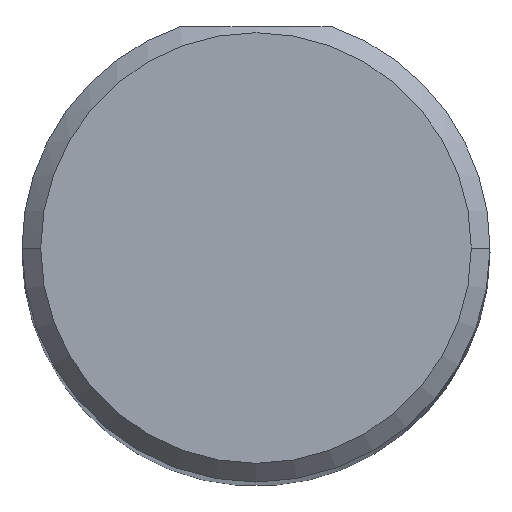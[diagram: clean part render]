
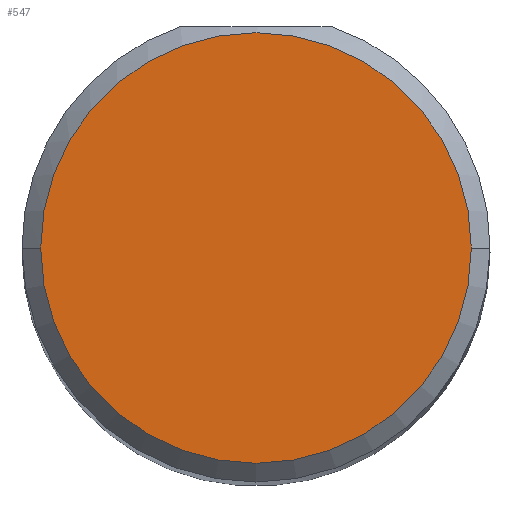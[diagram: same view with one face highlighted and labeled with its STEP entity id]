
A CAD part, top view. The second image highlights one B-rep face of the part: STEP entity #547.
In plain terms, the highlighted planar face has unit normal (0, 0, 1).
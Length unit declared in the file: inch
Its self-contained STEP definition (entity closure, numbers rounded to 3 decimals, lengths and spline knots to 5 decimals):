
#15 = DIRECTION ( 'NONE',  ( 1., 0., 0. ) ) ;
#32 = PLANE ( 'NONE',  #270 ) ;
#54 = CARTESIAN_POINT ( 'NONE',  ( -0.1725, 0., 2.5 ) ) ;
#62 = EDGE_LOOP ( 'NONE', ( #274, #151 ) ) ;
#72 = CIRCLE ( 'NONE', #152, 0.1725 ) ;
#151 = ORIENTED_EDGE ( 'NONE', *, *, #546, .T. ) ;
#152 = AXIS2_PLACEMENT_3D ( 'NONE', #443, #403, #15 ) ;
#155 = DIRECTION ( 'NONE',  ( 0., 0., 1. ) ) ;
#168 = DIRECTION ( 'NONE',  ( 1., 0., 0. ) ) ;
#198 = CARTESIAN_POINT ( 'NONE',  ( 0.1725, 0., 2.5 ) ) ;
#212 = CIRCLE ( 'NONE', #422, 0.1725 ) ;
#270 = AXIS2_PLACEMENT_3D ( 'NONE', #558, #155, #335 ) ;
#274 = ORIENTED_EDGE ( 'NONE', *, *, #275, .T. ) ;
#275 = EDGE_CURVE ( 'NONE', #556, #293, #72, .T. ) ;
#293 = VERTEX_POINT ( 'NONE', #198 ) ;
#335 = DIRECTION ( 'NONE',  ( 1., 0., 0. ) ) ;
#389 = DIRECTION ( 'NONE',  ( 0., 0., 1. ) ) ;
#403 = DIRECTION ( 'NONE',  ( 0., 0., 1. ) ) ;
#422 = AXIS2_PLACEMENT_3D ( 'NONE', #434, #389, #168 ) ;
#434 = CARTESIAN_POINT ( 'NONE',  ( 0., 0., 2.5 ) ) ;
#443 = CARTESIAN_POINT ( 'NONE',  ( 0., 0., 2.5 ) ) ;
#481 = FACE_OUTER_BOUND ( 'NONE', #62, .T. ) ;
#546 = EDGE_CURVE ( 'NONE', #293, #556, #212, .T. ) ;
#547 = ADVANCED_FACE ( 'NONE', ( #481 ), #32, .T. ) ;
#556 = VERTEX_POINT ( 'NONE', #54 ) ;
#558 = CARTESIAN_POINT ( 'NONE',  ( 0., 0., 2.5 ) ) ;
